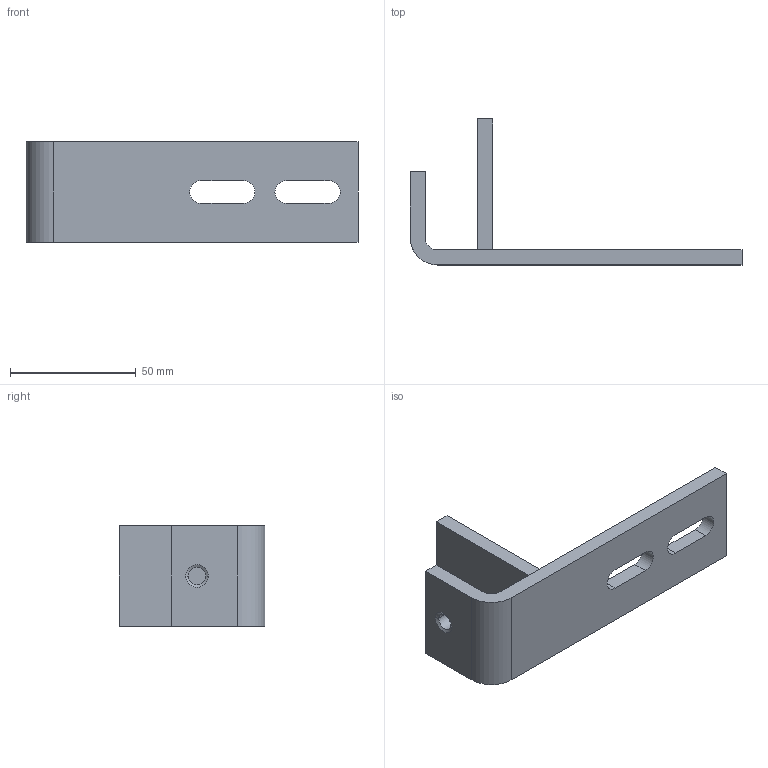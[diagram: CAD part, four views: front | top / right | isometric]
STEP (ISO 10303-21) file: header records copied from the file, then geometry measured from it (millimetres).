
FILE_DESCRIPTION((''),'2;1');
FILE_NAME('BEFESTIGUNGSKLEMME_ASM','2012-11-19T',('AndreasKeweloh'),(''),'PRO/ENGINEER BY PARAMETRIC TECHNOLOGY CORPORATION, 2012230','PRO/ENGINEER BY PARAMETRIC TECHNOLOGY CORPORATION, 2012230','');
FILE_SCHEMA(('CONFIG_CONTROL_DESIGN'));
Length unit declared in the file: millimetre
Products named in the file (3): BANDSTAHL_1; BANDSTAHL_2; BEFESTIGUNGSKLEMME_ASM
Assembly tree (2 placements, depth 2):
  BEFESTIGUNGSKLEMME_ASM
    BANDSTAHL_1
    BANDSTAHL_2
Bounding box: 132 x 58 x 40 mm (x, y, z)
Volume: 47940.1 mm3; surface area: 20340.8 mm2
Topology: 2 solids, 2 shells, 30 faces, 74 edges, 48 vertices
Faces by surface type: plane 18, cylinder 8, cone 4
Entity records: 986 total; most frequent: DIRECTION 164, CARTESIAN_POINT 157, ORIENTED_EDGE 148, EDGE_CURVE 74, AXIS2_PLACEMENT_3D 55, VECTOR 54, LINE 54, VERTEX_POINT 48
